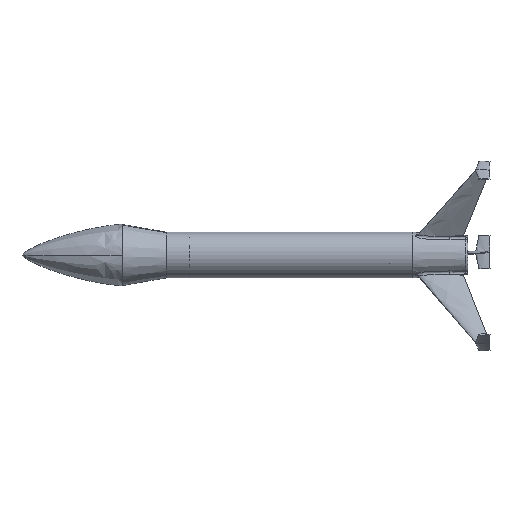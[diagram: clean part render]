
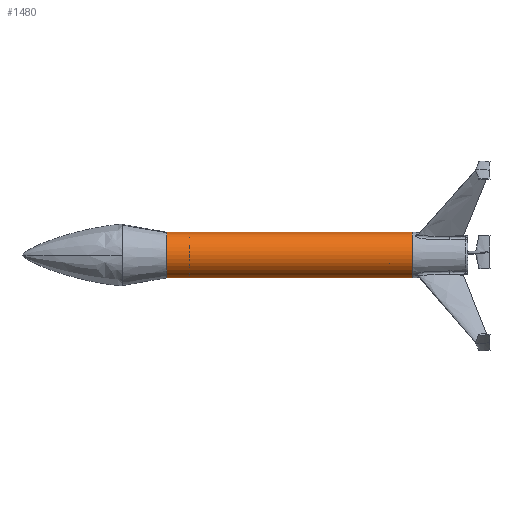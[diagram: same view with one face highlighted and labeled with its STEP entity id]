
A CAD part, left-side view. The second image highlights one B-rep face of the part: STEP entity #1480.
In plain terms, the highlighted cylindrical face has radius 26.06 mm (diameter 52.121 mm), a partial arc.
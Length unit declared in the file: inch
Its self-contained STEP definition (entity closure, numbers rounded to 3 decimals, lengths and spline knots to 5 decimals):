
#507 = CARTESIAN_POINT ( 'NONE',  ( 0., 11., 1.026 ) ) ;
#847 = VERTEX_POINT ( 'NONE', #3059 ) ;
#1059 = DIRECTION ( 'NONE',  ( 0., 0., -1. ) ) ;
#1276 = EDGE_CURVE ( 'NONE', #3458, #847, #6090, .T. ) ;
#1347 = DIRECTION ( 'NONE',  ( 0., 1., 0. ) ) ;
#1480 = ADVANCED_FACE ( 'NONE', ( #6371 ), #5559, .T. ) ;
#1626 = VERTEX_POINT ( 'NONE', #1760 ) ;
#1641 = CARTESIAN_POINT ( 'NONE',  ( 0., 11., -1.026 ) ) ;
#1760 = CARTESIAN_POINT ( 'NONE',  ( 0., 0., 1.026 ) ) ;
#1787 = VECTOR ( 'NONE', #5679, 39.37008 ) ;
#1926 = ORIENTED_EDGE ( 'NONE', *, *, #1276, .F. ) ;
#2112 = ORIENTED_EDGE ( 'NONE', *, *, #7762, .T. ) ;
#2424 = AXIS2_PLACEMENT_3D ( 'NONE', #4972, #4235, #5566 ) ;
#2493 = LINE ( 'NONE', #8281, #6345 ) ;
#2608 = DIRECTION ( 'NONE',  ( 0., 0., 1. ) ) ;
#2713 = CIRCLE ( 'NONE', #4483, 1.026 ) ;
#2732 = CARTESIAN_POINT ( 'NONE',  ( 0., 0., 0. ) ) ;
#3059 = CARTESIAN_POINT ( 'NONE',  ( 0., 11., 1.026 ) ) ;
#3182 = CARTESIAN_POINT ( 'NONE',  ( 0., 0., -1.026 ) ) ;
#3458 = VERTEX_POINT ( 'NONE', #1641 ) ;
#3655 = ORIENTED_EDGE ( 'NONE', *, *, #5322, .F. ) ;
#3968 = EDGE_LOOP ( 'NONE', ( #3655, #1926, #2112, #7712 ) ) ;
#4235 = DIRECTION ( 'NONE',  ( 0., 1., 0. ) ) ;
#4391 = VERTEX_POINT ( 'NONE', #3182 ) ;
#4483 = AXIS2_PLACEMENT_3D ( 'NONE', #2732, #1347, #2608 ) ;
#4921 = CARTESIAN_POINT ( 'NONE',  ( 0., 11., 0. ) ) ;
#4972 = CARTESIAN_POINT ( 'NONE',  ( 0., 11., 0. ) ) ;
#5079 = EDGE_CURVE ( 'NONE', #4391, #1626, #2713, .T. ) ;
#5322 = EDGE_CURVE ( 'NONE', #847, #1626, #6325, .T. ) ;
#5559 = CYLINDRICAL_SURFACE ( 'NONE', #6506, 1.026 ) ;
#5566 = DIRECTION ( 'NONE',  ( 0., 0., 1. ) ) ;
#5679 = DIRECTION ( 'NONE',  ( 0., -1., 0. ) ) ;
#6090 = CIRCLE ( 'NONE', #2424, 1.026 ) ;
#6325 = LINE ( 'NONE', #507, #1787 ) ;
#6345 = VECTOR ( 'NONE', #7084, 39.37008 ) ;
#6371 = FACE_OUTER_BOUND ( 'NONE', #3968, .T. ) ;
#6506 = AXIS2_PLACEMENT_3D ( 'NONE', #4921, #7508, #1059 ) ;
#7084 = DIRECTION ( 'NONE',  ( 0., -1., 0. ) ) ;
#7508 = DIRECTION ( 'NONE',  ( 0., -1., 0. ) ) ;
#7712 = ORIENTED_EDGE ( 'NONE', *, *, #5079, .T. ) ;
#7762 = EDGE_CURVE ( 'NONE', #3458, #4391, #2493, .T. ) ;
#8281 = CARTESIAN_POINT ( 'NONE',  ( 0., 11., -1.026 ) ) ;
